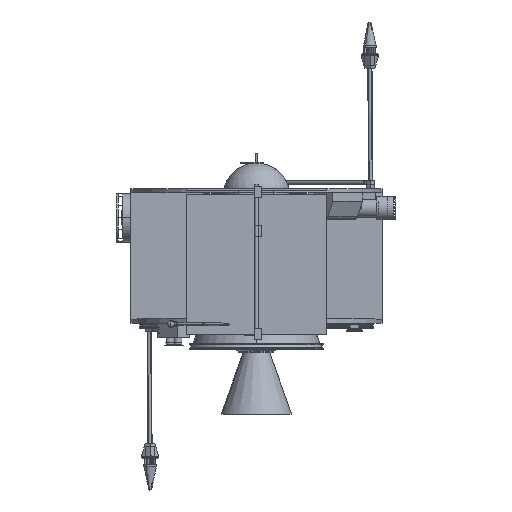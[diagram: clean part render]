
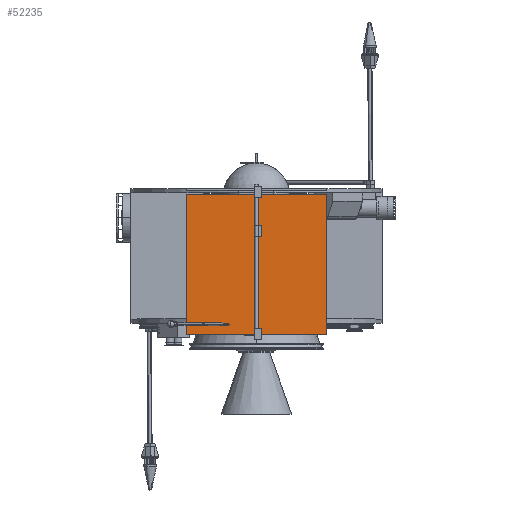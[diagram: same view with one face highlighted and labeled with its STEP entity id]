
A CAD part, top view. The second image highlights one B-rep face of the part: STEP entity #52235.
In plain terms, the highlighted face is planar.
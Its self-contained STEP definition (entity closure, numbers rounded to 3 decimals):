
#52120=DIRECTION('',(1.,0.,0.));
#52121=VECTOR('',#52120,1000.);
#52122=CARTESIAN_POINT('',(-500.,15.,500.));
#52123=LINE('',#52122,#52121);
#52124=DIRECTION('',(0.,0.,1.));
#52125=VECTOR('',#52124,1000.);
#52126=CARTESIAN_POINT('',(-500.,15.,-500.));
#52127=LINE('',#52126,#52125);
#52128=DIRECTION('',(-1.,0.,0.));
#52129=VECTOR('',#52128,1000.);
#52130=CARTESIAN_POINT('',(500.,15.,-500.));
#52131=LINE('',#52130,#52129);
#52132=DIRECTION('',(0.,0.,-1.));
#52133=VECTOR('',#52132,1000.);
#52134=CARTESIAN_POINT('',(500.,15.,500.));
#52135=LINE('',#52134,#52133);
#52144=CARTESIAN_POINT('',(-500.,15.,500.));
#52145=CARTESIAN_POINT('',(500.,15.,500.));
#52146=VERTEX_POINT('',#52144);
#52147=VERTEX_POINT('',#52145);
#52148=CARTESIAN_POINT('',(500.,15.,-500.));
#52149=VERTEX_POINT('',#52148);
#52150=CARTESIAN_POINT('',(-500.,15.,-500.));
#52151=VERTEX_POINT('',#52150);
#52224=CARTESIAN_POINT('',(0.,15.,0.));
#52225=DIRECTION('',(0.,1.,0.));
#52226=DIRECTION('',(1.,0.,0.));
#52227=AXIS2_PLACEMENT_3D('',#52224,#52225,#52226);
#52228=PLANE('',#52227);
#52229=ORIENTED_EDGE('',*,*,#52176,.F.);
#52230=ORIENTED_EDGE('',*,*,#52191,.F.);
#52231=ORIENTED_EDGE('',*,*,#52205,.F.);
#52232=ORIENTED_EDGE('',*,*,#52218,.F.);
#52233=EDGE_LOOP('',(#52229,#52230,#52231,#52232));
#52234=FACE_OUTER_BOUND('',#52233,.F.);
#52235=ADVANCED_FACE('',(#52234),#52228,.T.);
#52176=EDGE_CURVE('',#52146,#52147,#52123,.T.);
#52191=EDGE_CURVE('',#52151,#52146,#52127,.T.);
#52205=EDGE_CURVE('',#52149,#52151,#52131,.T.);
#52218=EDGE_CURVE('',#52147,#52149,#52135,.T.);
